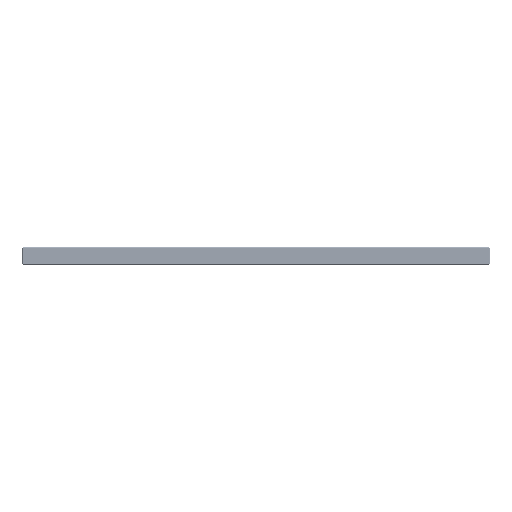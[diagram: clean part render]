
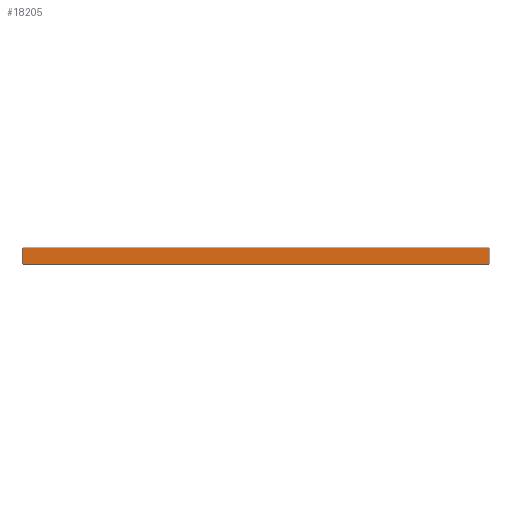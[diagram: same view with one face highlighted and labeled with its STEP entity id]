
A CAD part, front view. The second image highlights one B-rep face of the part: STEP entity #18205.
In plain terms, the highlighted planar face has unit normal (0, -1, 0).
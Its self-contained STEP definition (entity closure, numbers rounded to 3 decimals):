
#12264=FACE_OUTER_BOUND('',#39407,.T.);
#18205=ADVANCED_FACE('',(#12264),#25441,.T.);
#25441=PLANE('',#141304);
#39407=EDGE_LOOP('',(#48807,#48808,#48809,#48810));
#48807=ORIENTED_EDGE('',*,*,#98993,.T.);
#48808=ORIENTED_EDGE('',*,*,#98994,.T.);
#48809=ORIENTED_EDGE('',*,*,#98995,.T.);
#48810=ORIENTED_EDGE('',*,*,#98996,.T.);
#86147=VERTEX_POINT('',#187934);
#86148=VERTEX_POINT('',#187935);
#86149=VERTEX_POINT('',#187937);
#86150=VERTEX_POINT('',#187939);
#98993=EDGE_CURVE('',#86147,#86148,#117575,.T.);
#98994=EDGE_CURVE('',#86148,#86149,#117576,.T.);
#98995=EDGE_CURVE('',#86149,#86150,#117577,.T.);
#98996=EDGE_CURVE('',#86150,#86147,#117578,.T.);
#117575=LINE('',#187933,#129467);
#117576=LINE('',#187936,#129468);
#117577=LINE('',#187938,#129469);
#117578=LINE('',#187940,#129470);
#129467=VECTOR('',#152784,1.);
#129468=VECTOR('',#152785,1.);
#129469=VECTOR('',#152786,1.);
#129470=VECTOR('',#152787,1.);
#141304=AXIS2_PLACEMENT_3D('',#187941,#152788,#152789);
#152784=DIRECTION('',(-1.,0.,0.));
#152785=DIRECTION('',(0.,0.,-1.));
#152786=DIRECTION('',(1.,0.,0.));
#152787=DIRECTION('',(0.,0.,1.));
#152788=DIRECTION('',(0.,-1.,0.));
#152789=DIRECTION('',(0.,0.,1.));
#187933=CARTESIAN_POINT('',(200.,0.,14.25));
#187934=CARTESIAN_POINT('',(399.275,0.,14.25));
#187935=CARTESIAN_POINT('',(0.725,0.,14.25));
#187936=CARTESIAN_POINT('',(0.725,0.,0.));
#187937=CARTESIAN_POINT('',(0.725,0.,0.75));
#187938=CARTESIAN_POINT('',(200.,0.,0.75));
#187939=CARTESIAN_POINT('',(399.275,0.,0.75));
#187940=CARTESIAN_POINT('',(399.275,0.,0.));
#187941=CARTESIAN_POINT('',(200.,0.,0.));
